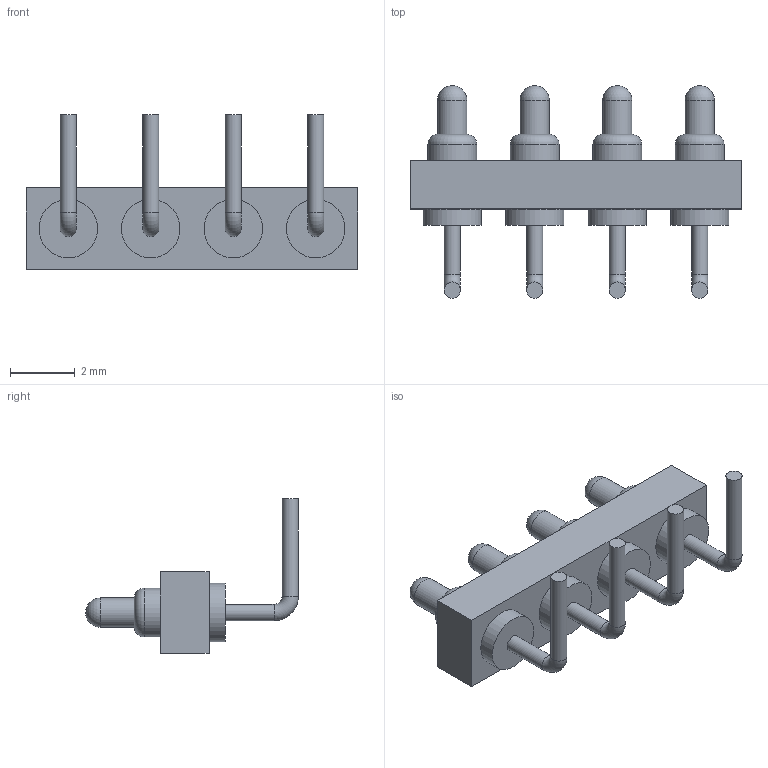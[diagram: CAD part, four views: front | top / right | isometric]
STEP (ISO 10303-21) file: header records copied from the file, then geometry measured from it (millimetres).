
FILE_DESCRIPTION(/* description */ (''),/* implementation_level */ '2;1');
FILE_NAME(/* name */ 'pogo_male_mistake.stp',/* time_stamp */ '2018-05-14T16:19:30+02:00',/* author */ ('suku'),/* organization */ (''),/* preprocessor_version */ 'ST-DEVELOPER v16.1',/* originating_system */ 'Autodesk Inventor 2016',/* authorisation */ '');
FILE_SCHEMA (('AUTOMOTIVE_DESIGN { 1 0 10303 214 3 1 1 }'));
Length unit declared in the file: millimetre
Products named in the file (1): pogo_male_mistake
Bounding box: 10.2 x 6.55 x 4.75 mm (x, y, z)
Volume: 56.2 mm3; surface area: 223.3 mm2
Topology: 5 solids, 5 shells, 54 faces, 112 edges, 72 vertices
Faces by surface type: cylinder 24, plane 18, torus 8, sphere 4
Full cylindrical faces by diameter (mm): 0.5 x8, 0.9 x4, 1.5 x8, 1.8 x4
Entity records: 1167 total; most frequent: DIRECTION 218, CARTESIAN_POINT 171, ORIENTED_EDGE 120, AXIS2_PLACEMENT_3D 103, EDGE_LOOP 102, EDGE_CURVE 60, VERTEX_POINT 56, FACE_OUTER_BOUND 54
